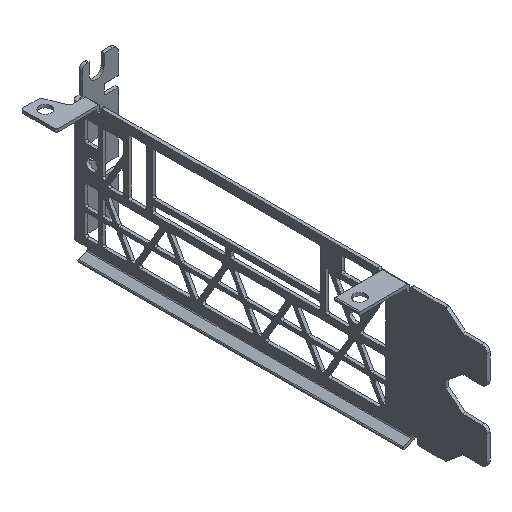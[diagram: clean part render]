
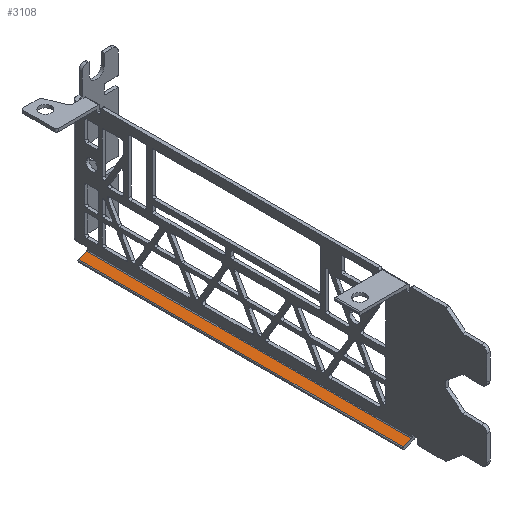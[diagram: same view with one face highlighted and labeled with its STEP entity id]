
A CAD part, isometric view. The second image highlights one B-rep face of the part: STEP entity #3108.
In plain terms, the highlighted planar face has unit normal (-0.342, 0, 0.94).
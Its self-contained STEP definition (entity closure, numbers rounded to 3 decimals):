
#247 = ORIENTED_EDGE ( 'NONE', *, *, #2588, .T. ) ;
#399 = DIRECTION ( 'NONE',  ( 0., -1., 0. ) ) ;
#480 = DIRECTION ( 'NONE',  ( 0.94, 0., 0.342 ) ) ;
#1158 = EDGE_CURVE ( 'NONE', #4767, #5014, #6416, .T. ) ;
#1205 = VECTOR ( 'NONE', #9570, 1000. ) ;
#2279 = CARTESIAN_POINT ( 'NONE',  ( -0.614, 116.63, -38.01 ) ) ;
#2588 = EDGE_CURVE ( 'NONE', #6057, #4767, #10479, .T. ) ;
#2656 = VECTOR ( 'NONE', #399, 1000. ) ;
#2716 = VECTOR ( 'NONE', #4225, 1000. ) ;
#2850 = ORIENTED_EDGE ( 'NONE', *, *, #9690, .F. ) ;
#2962 = LINE ( 'NONE', #12073, #2656 ) ;
#3108 = ADVANCED_FACE ( 'NONE', ( #12159 ), #6318, .T. ) ;
#3408 = AXIS2_PLACEMENT_3D ( 'NONE', #12206, #6360, #480 ) ;
#3467 = DIRECTION ( 'NONE',  ( -0.94, 0., -0.342 ) ) ;
#3720 = CARTESIAN_POINT ( 'NONE',  ( -0.614, 21.83, -38.01 ) ) ;
#4225 = DIRECTION ( 'NONE',  ( -0.94, 0., -0.342 ) ) ;
#4767 = VERTEX_POINT ( 'NONE', #10206 ) ;
#5014 = VERTEX_POINT ( 'NONE', #10294 ) ;
#6057 = VERTEX_POINT ( 'NONE', #11052 ) ;
#6318 = PLANE ( 'NONE',  #3408 ) ;
#6360 = DIRECTION ( 'NONE',  ( -0.342, 0., 0.94 ) ) ;
#6376 = EDGE_LOOP ( 'NONE', ( #9453, #2850, #247, #9005 ) ) ;
#6416 = LINE ( 'NONE', #10539, #1205 ) ;
#9005 = ORIENTED_EDGE ( 'NONE', *, *, #1158, .T. ) ;
#9322 = CARTESIAN_POINT ( 'NONE',  ( -0.614, 21.83, -38.01 ) ) ;
#9453 = ORIENTED_EDGE ( 'NONE', *, *, #9764, .F. ) ;
#9570 = DIRECTION ( 'NONE',  ( 0., -1., 0. ) ) ;
#9690 = EDGE_CURVE ( 'NONE', #6057, #10842, #2962, .T. ) ;
#9764 = EDGE_CURVE ( 'NONE', #10842, #5014, #9816, .T. ) ;
#9816 = LINE ( 'NONE', #9322, #12114 ) ;
#10206 = CARTESIAN_POINT ( 'NONE',  ( -3.017, 116.63, -38.884 ) ) ;
#10294 = CARTESIAN_POINT ( 'NONE',  ( -3.017, 21.83, -38.884 ) ) ;
#10479 = LINE ( 'NONE', #2279, #2716 ) ;
#10539 = CARTESIAN_POINT ( 'NONE',  ( -3.017, 116.63, -38.884 ) ) ;
#10842 = VERTEX_POINT ( 'NONE', #3720 ) ;
#11052 = CARTESIAN_POINT ( 'NONE',  ( -0.614, 116.63, -38.01 ) ) ;
#12073 = CARTESIAN_POINT ( 'NONE',  ( -0.614, 116.63, -38.01 ) ) ;
#12114 = VECTOR ( 'NONE', #3467, 1000. ) ;
#12159 = FACE_OUTER_BOUND ( 'NONE', #6376, .T. ) ;
#12206 = CARTESIAN_POINT ( 'NONE',  ( -0.614, 116.63, -38.01 ) ) ;
